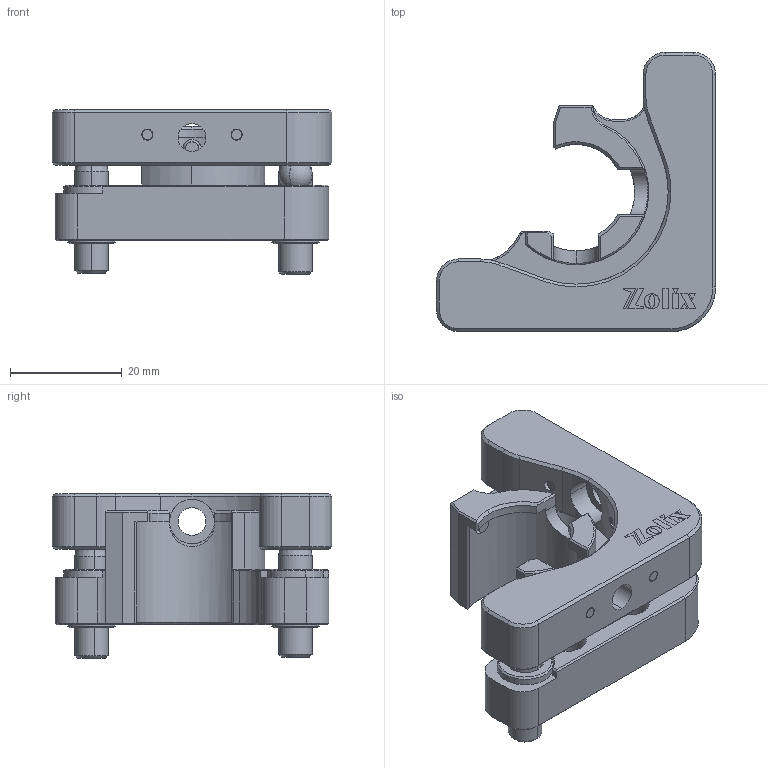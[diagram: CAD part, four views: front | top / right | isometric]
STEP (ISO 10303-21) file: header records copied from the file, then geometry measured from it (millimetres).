
FILE_DESCRIPTION (( 'STEP AP203' ), '1' );
FILE_NAME ('NMC20.step', '2019-05-09T08:59:42', ( '' ), ( '' ), 'SwSTEP 2.0', 'SolidWorks 2016', '' );
FILE_SCHEMA (( 'CONFIG_CONTROL_DESIGN' ));
Length unit declared in the file: millimetre
Products named in the file (1): NMC20
Bounding box: 50 x 50 x 29.5 mm (x, y, z)
Surface area: 12778.4 mm2 (no closed solid volume)
Topology: 0 solids, 31 shells, 430 faces, 1336 edges, 929 vertices
Faces by surface type: plane 194, cylinder 122, cone 107, sphere 6, bspline 1
Entity records: 16173 total; most frequent: CARTESIAN_POINT 4258, DIRECTION 2484, ORIENTED_EDGE 2263, EDGE_CURVE 1321, VERTEX_POINT 922, LINE 850, VECTOR 850, AXIS2_PLACEMENT_3D 817
